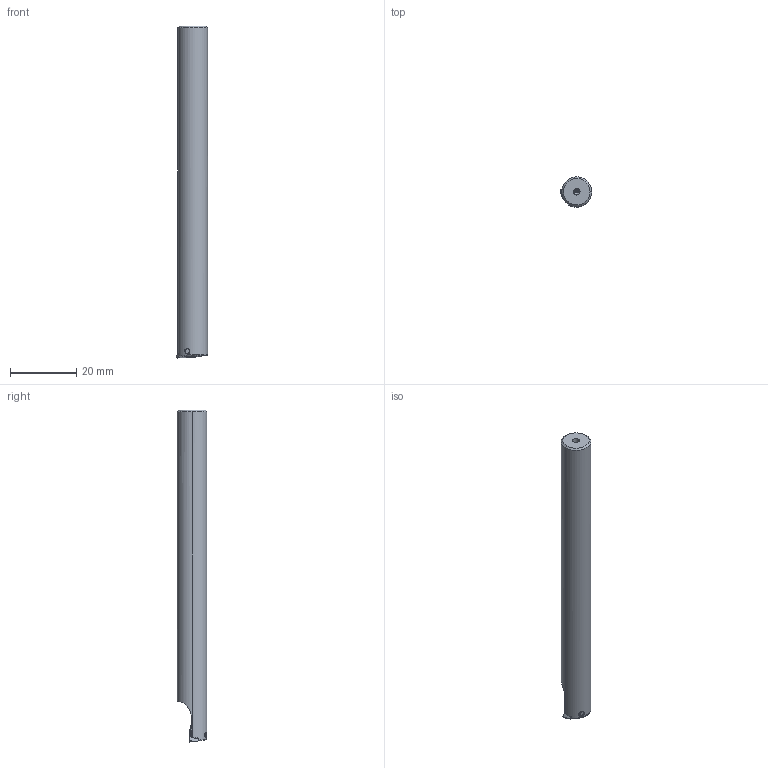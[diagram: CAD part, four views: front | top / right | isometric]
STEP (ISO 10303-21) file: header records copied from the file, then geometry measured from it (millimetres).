
FILE_DESCRIPTION(('no description'),'unknown implementation level');
FILE_NAME('2CB8A577-C8B2-4834-97AA-822EA721D75B_export.stp',' ',('CIMSOURCE GmbH'),('CADClick - KiM GmbH - www.kimweb.de'),'unknown preprocess','ACIS','unknown authorization');
FILE_SCHEMA(('automotive_design'));
Length unit declared in the file: millimetre
Products named in the file (4): 615.208 Kaiser E10 TP07 X D9 X 100HM|651.735 Kaiser TPGT 070203 K10C;Kombinieren1; 615.208 Kaiser E10 TP07 X D9 X 100HM|694.103 Kaiser ETL M2x4.8 T6 IP 10S;Kreismuster1; 615.208 Kaiser E10 TP07 X D9 X 100HM|615.208 Kaiser E10 TP07 X D9 X 100HM-1;Fase1; 615.208 Kaiser E10 TP07 X D9 X 100HM|615.208 Kaiser E10 TP07 X D9 X 100HM;<N016.01 (TP 0702) PLS rechts Freistellung neutral>-<<651.632>-<Kombinieren1>>
Bounding box: 9.44 x 9 x 100.01 mm (x, y, z)
Volume: 5750.6 mm3; surface area: 3687.6 mm2
Topology: 4 solids, 4 shells, 103 faces, 260 edges, 153 vertices
Faces by surface type: cylinder 34, cone 31, plane 28, torus 8, bspline 2
Entity records: 7938 total; most frequent: CARTESIAN_POINT 2529, DIRECTION 564, STYLED_ITEM 508, PRESENTATION_STYLE_ASSIGNMENT 508, COLOUR_RGB 508, ORIENTED_EDGE 496, EDGE_CURVE 248, CURVE_STYLE 248
